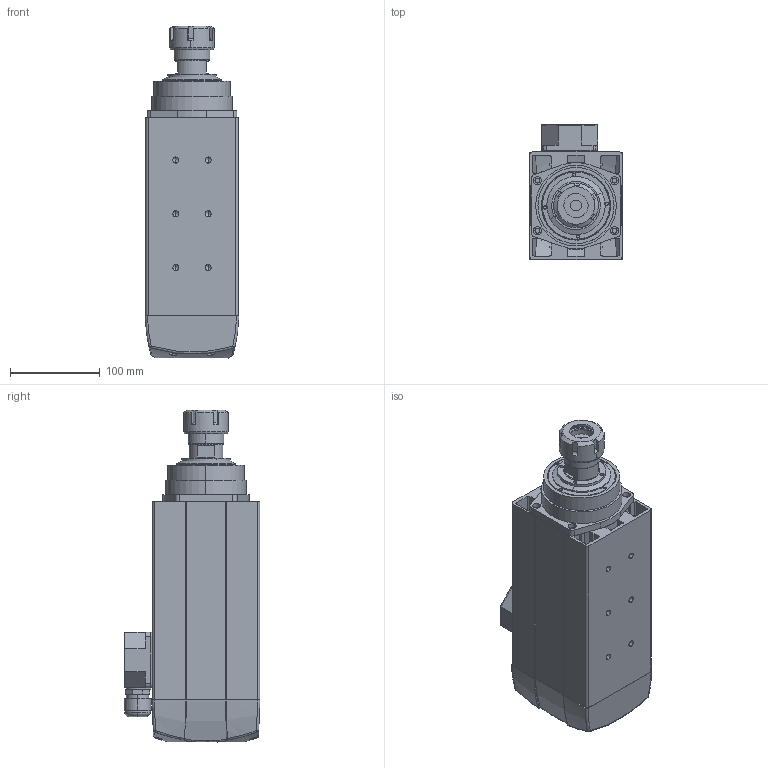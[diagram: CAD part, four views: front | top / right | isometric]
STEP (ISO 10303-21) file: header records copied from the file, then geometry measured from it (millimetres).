
FILE_DESCRIPTION (( 'STEP AP214' ), '1' );
FILE_NAME ('GDF60-18Z-6.0諉盄碟.STEP', '2021-05-27T07:13:26', ( '萇齟' ), ( '' ), 'SwSTEP 2.0', 'SolidWorks 2018', '' );
FILE_SCHEMA (( 'AUTOMOTIVE_DESIGN' ));
Length unit declared in the file: millimetre
Products named in the file (13): GDF60-18Z-6.0-02 ヶ裔; GDF60-18Z-6.0-01 躇猾裔; GDF60瑞欶; GDF46睿60籵蚚寡蝶菜62x62; GDF60-18Z-6.0-03 傷裔; GDF46睿60籵蚚堤盄碟62x62-PG13; GDF60-18Z-6.0諉盄碟; ER32樓綠蹟簽; GDF60-18Z-6.0-07 粣芛; GDF60-18Z-6.0 儂褲; GDF46睿60籵蚚堤盄碟62x62; 萇埭羲壽M18x1.5PG13.5AD18; ER32-12 粟俶芠標
Assembly tree (12 placements, depth 3):
  GDF60-18Z-6.0諉盄碟
    GDF60-18Z-6.0 儂褲
    GDF60-18Z-6.0-03 傷裔
    GDF60瑞欶
    GDF60-18Z-6.0-01 躇猾裔
    GDF60-18Z-6.0-07 粣芛
    GDF60-18Z-6.0-02 ヶ裔
    ER32-12 粟俶芠標
    ER32樓綠蹟簽
    GDF46睿60籵蚚堤盄碟62x62-PG13
      GDF46睿60籵蚚寡蝶菜62x62
      GDF46睿60籵蚚堤盄碟62x62
      萇埭羲壽M18x1.5PG13.5AD18
Bounding box: 104.55 x 151.39 x 370.39 mm (x, y, z)
Volume: 1353706.7 mm3; surface area: 452749.1 mm2
Topology: 11 solids, 11 shells, 580 faces, 1511 edges, 980 vertices
Faces by surface type: plane 251, cylinder 243, cone 46, bspline 38, torus 2
Entity records: 25786 total; most frequent: CARTESIAN_POINT 9445, ORIENTED_EDGE 2982, DIRECTION 2737, EDGE_CURVE 1491, AXIS2_PLACEMENT_3D 1016, VERTEX_POINT 980, LINE 705, VECTOR 705
